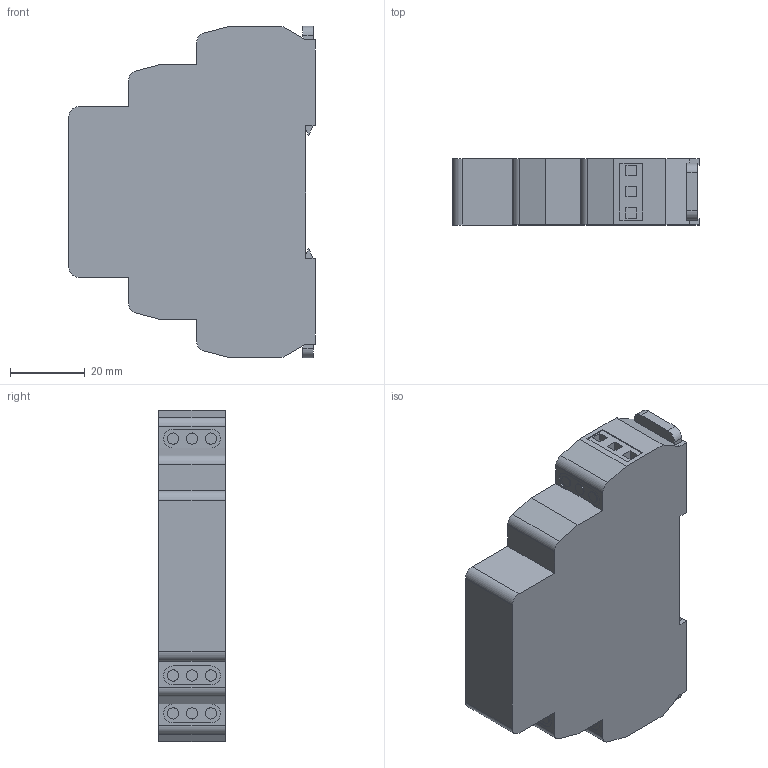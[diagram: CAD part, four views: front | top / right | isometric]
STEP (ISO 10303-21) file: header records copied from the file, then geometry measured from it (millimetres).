
FILE_DESCRIPTION(('starvars output'),'2;1');
FILE_NAME('cv20190909164424000025170.stp','16:44:24 2019/09/09',( 'Thomas Industrial Network Germany GmbH'),( 'Thomas Industrial Network Germany GmbH'),'unknown preprocess','ACIS' ,'unknown authorization');
FILE_SCHEMA(('AUTOMOTIVE_DESIGN_CC2 {UNKNOWN IMPLEMENTATION LEVEL}'));
Length unit declared in the file: millimetre
Products named in the file (1): PRODUCT_ID_1
Bounding box: 66.04 x 17.78 x 88.9 mm (x, y, z)
Volume: 81971.1 mm3; surface area: 15271.8 mm2
Topology: 1 solids, 1 shells, 164 faces, 416 edges, 276 vertices
Faces by surface type: plane 130, cylinder 34
Entity records: 6056 total; most frequent: ORIENTED_EDGE 832, CARTESIAN_POINT 807, DIRECTION 724, EDGE_CURVE 416, VECTOR 338, LINE 338, VERTEX_POINT 276, AXIS2_PLACEMENT_3D 193
